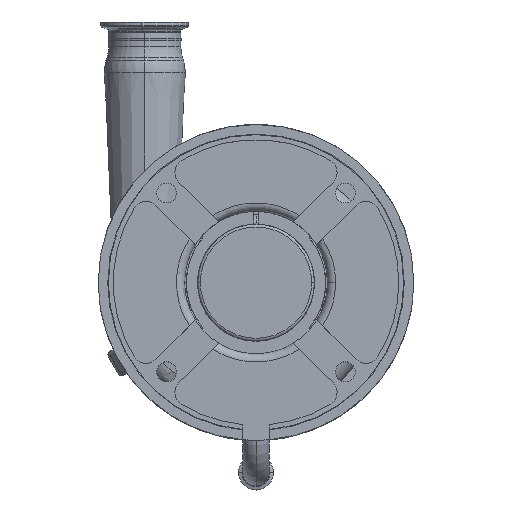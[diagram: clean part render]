
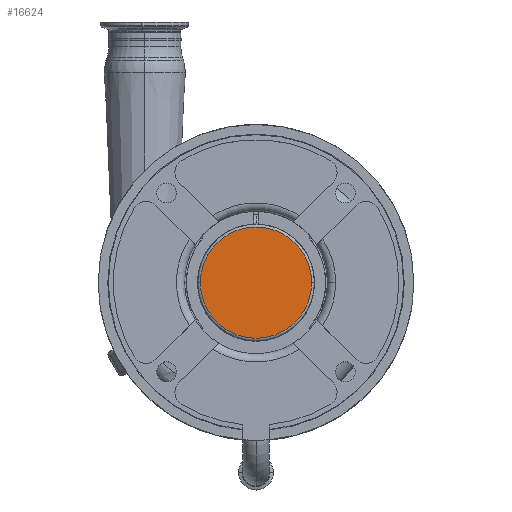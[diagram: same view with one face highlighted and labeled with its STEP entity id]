
A CAD part, top view. The second image highlights one B-rep face of the part: STEP entity #16624.
In plain terms, the highlighted planar face has unit normal (0, 0, 1).
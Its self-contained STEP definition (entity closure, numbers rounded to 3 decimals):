
#685 = CARTESIAN_POINT ( 'NONE',  ( 0., 0., 65. ) ) ;
#1822 = ORIENTED_EDGE ( 'NONE', *, *, #19131, .T. ) ;
#2924 = DIRECTION ( 'NONE',  ( -1., 0., 0. ) ) ;
#3903 = CIRCLE ( 'NONE', #6240, 40.552 ) ;
#5650 = VERTEX_POINT ( 'NONE', #5672 ) ;
#5672 = CARTESIAN_POINT ( 'NONE',  ( -40.552, 0., 65. ) ) ;
#6042 = DIRECTION ( 'NONE',  ( 0., 0., 1. ) ) ;
#6149 = ORIENTED_EDGE ( 'NONE', *, *, #11644, .T. ) ;
#6240 = AXIS2_PLACEMENT_3D ( 'NONE', #685, #15061, #18371 ) ;
#6432 = FACE_OUTER_BOUND ( 'NONE', #19258, .T. ) ;
#7501 = CARTESIAN_POINT ( 'NONE',  ( 0., 0., 65. ) ) ;
#8229 = CIRCLE ( 'NONE', #9560, 40.552 ) ;
#9560 = AXIS2_PLACEMENT_3D ( 'NONE', #7501, #6042, #17001 ) ;
#10304 = CARTESIAN_POINT ( 'NONE',  ( 40.552, 0., 65. ) ) ;
#11644 = EDGE_CURVE ( 'NONE', #5650, #19392, #8229, .T. ) ;
#14081 = CARTESIAN_POINT ( 'NONE',  ( 0., 0., 65. ) ) ;
#15061 = DIRECTION ( 'NONE',  ( 0., 0., 1. ) ) ;
#15633 = PLANE ( 'NONE',  #19713 ) ;
#16624 = ADVANCED_FACE ( 'NONE', ( #6432 ), #15633, .F. ) ;
#17001 = DIRECTION ( 'NONE',  ( -1., 0., 0. ) ) ;
#18371 = DIRECTION ( 'NONE',  ( -1., 0., 0. ) ) ;
#19131 = EDGE_CURVE ( 'NONE', #19392, #5650, #3903, .T. ) ;
#19258 = EDGE_LOOP ( 'NONE', ( #6149, #1822 ) ) ;
#19392 = VERTEX_POINT ( 'NONE', #10304 ) ;
#19713 = AXIS2_PLACEMENT_3D ( 'NONE', #14081, #20296, #2924 ) ;
#20296 = DIRECTION ( 'NONE',  ( 0., 0., -1. ) ) ;
